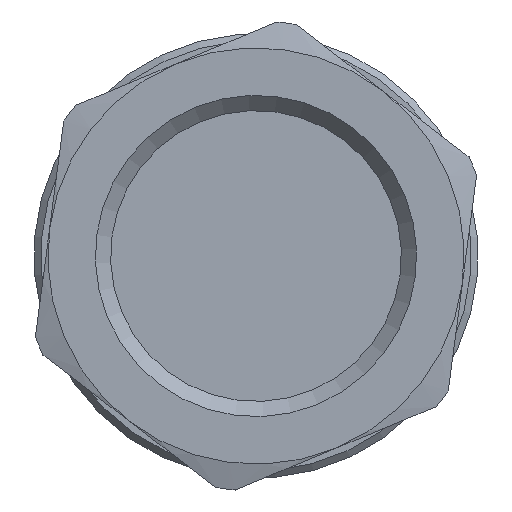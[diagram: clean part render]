
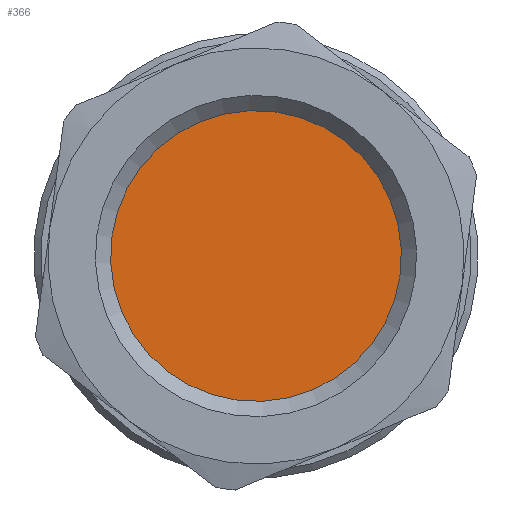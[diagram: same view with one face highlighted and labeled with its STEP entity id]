
A CAD part, left-side view. The second image highlights one B-rep face of the part: STEP entity #366.
In plain terms, the highlighted planar face has unit normal (-1, 0, 0).
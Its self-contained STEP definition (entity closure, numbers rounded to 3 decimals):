
#350=CARTESIAN_POINT('',(-25.867,-6.604,0.0));
#351=DIRECTION('',(-1.0,0.0,0.0));
#352=DIRECTION('',(0.0,0.0,1.0));
#353=AXIS2_PLACEMENT_3D('',#350,#351,#352);
#354=PLANE('',#353);
#355=CARTESIAN_POINT('',(-25.867,-10.389,-1.363));
#356=VERTEX_POINT('',#355);
#357=CARTESIAN_POINT('',(-25.867,0.,0.));
#358=DIRECTION('',(1.0,0.,0.));
#359=DIRECTION('',(0.,0.992,0.13));
#360=AXIS2_PLACEMENT_3D('',#357,#358,#359);
#361=CIRCLE('',#360,10.477);
#362=EDGE_CURVE('',#356,#356,#361,.T.);
#363=ORIENTED_EDGE('',*,*,#362,.F.);
#364=EDGE_LOOP('',(#363));
#365=FACE_OUTER_BOUND('',#364,.T.);
#366=ADVANCED_FACE('',(#365),#354,.T.);
